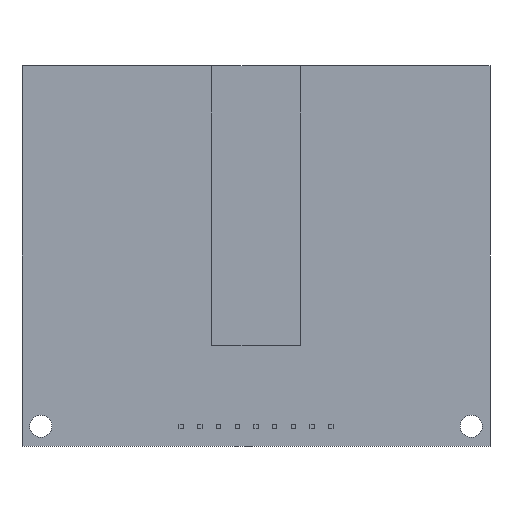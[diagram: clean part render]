
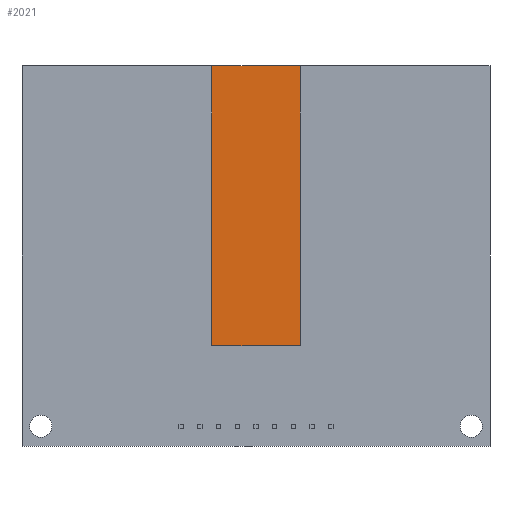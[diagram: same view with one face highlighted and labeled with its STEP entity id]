
A CAD part, front view. The second image highlights one B-rep face of the part: STEP entity #2021.
In plain terms, the highlighted planar face has unit normal (0, -1, 0).
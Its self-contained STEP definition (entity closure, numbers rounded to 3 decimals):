
#139=FACE_OUTER_BOUND('',#252,.T.);
#252=EDGE_LOOP('',(#1649,#1650,#1651,#1652));
#513=LINE('',#3133,#779);
#516=LINE('',#3139,#782);
#520=LINE('',#3146,#786);
#521=LINE('',#3148,#787);
#779=VECTOR('',#2575,10.);
#782=VECTOR('',#2580,10.);
#786=VECTOR('',#2586,10.);
#787=VECTOR('',#2589,10.);
#973=VERTEX_POINT('',#3130);
#974=VERTEX_POINT('',#3132);
#976=VERTEX_POINT('',#3138);
#978=VERTEX_POINT('',#3144);
#1225=EDGE_CURVE('',#974,#973,#513,.T.);
#1228=EDGE_CURVE('',#976,#974,#516,.T.);
#1232=EDGE_CURVE('',#973,#978,#520,.T.);
#1233=EDGE_CURVE('',#978,#976,#521,.T.);
#1649=ORIENTED_EDGE('',*,*,#1232,.T.);
#1650=ORIENTED_EDGE('',*,*,#1233,.T.);
#1651=ORIENTED_EDGE('',*,*,#1228,.T.);
#1652=ORIENTED_EDGE('',*,*,#1225,.T.);
#1910=PLANE('',#2149);
#2021=ADVANCED_FACE('',(#139),#1910,.T.);
#2149=AXIS2_PLACEMENT_3D('',#3147,#2587,#2588);
#2575=DIRECTION('',(1.,0.,0.));
#2580=DIRECTION('',(0.,0.,-1.));
#2586=DIRECTION('',(0.,0.,1.));
#2587=DIRECTION('center_axis',(0.,-1.,0.));
#2588=DIRECTION('ref_axis',(0.,0.,-1.));
#2589=DIRECTION('',(-1.,0.,0.));
#3130=CARTESIAN_POINT('',(40.779,-2.,-42.012));
#3132=CARTESIAN_POINT('',(28.75,-2.,-42.012));
#3133=CARTESIAN_POINT('',(40.779,-2.,-42.012));
#3138=CARTESIAN_POINT('',(28.75,-2.,-4.035));
#3139=CARTESIAN_POINT('',(28.75,-2.,-42.012));
#3144=CARTESIAN_POINT('',(40.779,-2.,-4.035));
#3146=CARTESIAN_POINT('',(40.779,-2.,-42.012));
#3147=CARTESIAN_POINT('Origin',(34.764,-2.,-23.024));
#3148=CARTESIAN_POINT('',(40.779,-2.,-4.035));
